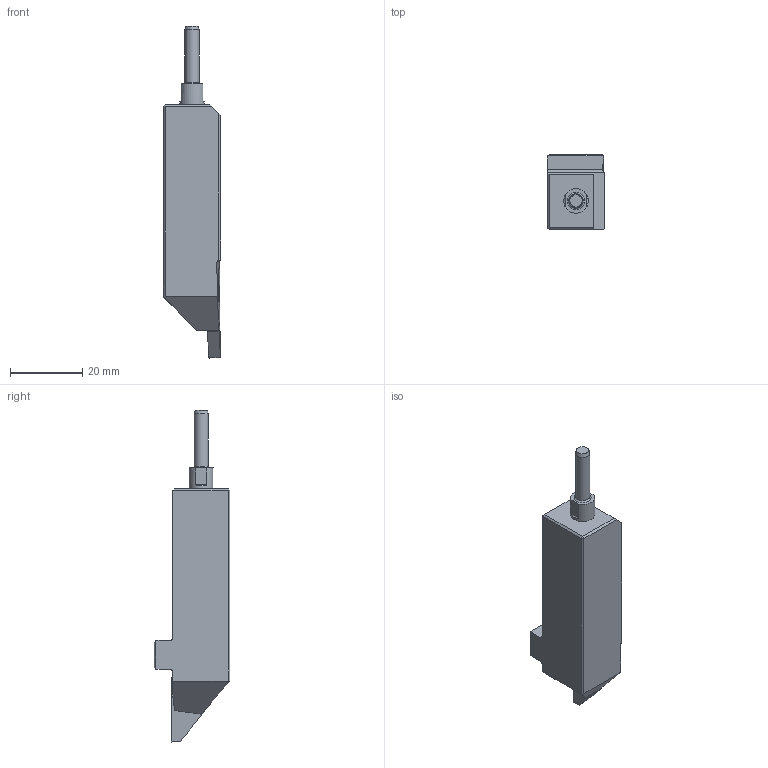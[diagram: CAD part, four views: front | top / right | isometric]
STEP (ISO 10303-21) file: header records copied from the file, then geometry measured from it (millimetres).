
FILE_DESCRIPTION(/* description */ (''),/* implementation_level */ '2;1');
FILE_NAME(/* name */ '1703616976465.stp',/* time_stamp */ '2023-12-27T00:26:28+06:00',/* author */ (''),/* organization */ ('SMS'),/* preprocessor_version */ 'ST-DEVELOPER v16.7',/* originating_system */ 'SIEMENS PLM Software NX 12.0',/* authorisation */ '');
FILE_SCHEMA (('AUTOMOTIVE_DESIGN { 1 0 10303 214 3 1 1 1 }'));
Length unit declared in the file: millimetre
Products named in the file (4): ASSEMBLY_CONSTRUCTION; CUT; 204772481mod000_00; 204772559mod000_00
Assembly tree (3 placements, depth 2):
  204772559mod000_00
    204772481mod000_00
    CUT
    ASSEMBLY_CONSTRUCTION
Bounding box: 15.85 x 21 x 91.83 mm (x, y, z)
Volume: 15531.7 mm3; surface area: 5220.4 mm2
Topology: 2 solids, 2 shells, 59 faces, 148 edges, 103 vertices
Faces by surface type: plane 44, cylinder 11, cone 3, torus 1
Full cylindrical faces by diameter (mm): 3.95 x1, 4.9 x2, 6.75 x1
Entity records: 1969 total; most frequent: CARTESIAN_POINT 406, DIRECTION 297, ORIENTED_EDGE 274, EDGE_CURVE 137, LINE 109, VECTOR 109, AXIS2_PLACEMENT_3D 94, VERTEX_POINT 93
